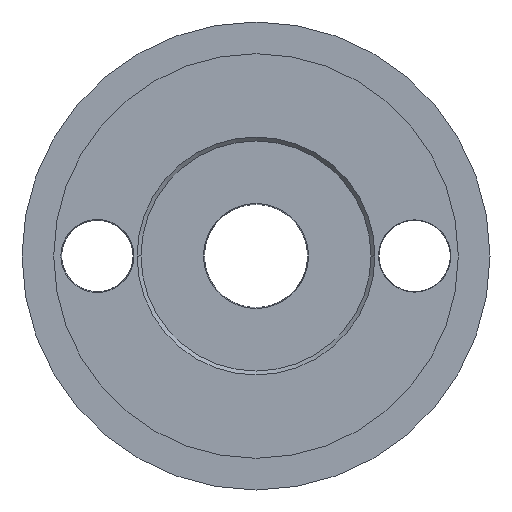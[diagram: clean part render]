
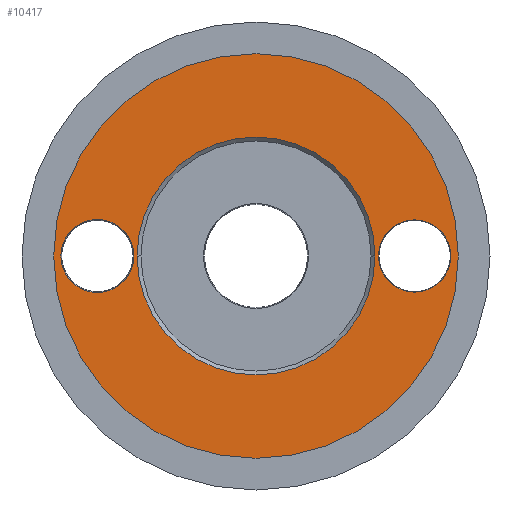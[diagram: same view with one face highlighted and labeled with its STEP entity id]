
A CAD part, front view. The second image highlights one B-rep face of the part: STEP entity #10417.
In plain terms, the highlighted planar face has unit normal (0, -1, 0).
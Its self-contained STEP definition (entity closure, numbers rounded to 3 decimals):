
#501 = EDGE_CURVE ( 'NONE', #4557, #4727, #10456, .T. ) ;
#858 = CARTESIAN_POINT ( 'NONE',  ( 49.501, 0.3, 0. ) ) ;
#859 = DIRECTION ( 'NONE',  ( 0., -1., 0. ) ) ;
#860 = DIRECTION ( 'NONE',  ( 1., 0., 0. ) ) ;
#865 = CARTESIAN_POINT ( 'NONE',  ( 29.5, 0.3, 0. ) ) ;
#866 = DIRECTION ( 'NONE',  ( 0., 1., 0. ) ) ;
#867 = DIRECTION ( 'NONE',  ( 1., 0., 0. ) ) ;
#889 = CARTESIAN_POINT ( 'NONE',  ( 9.5, 0.3, 0. ) ) ;
#890 = DIRECTION ( 'NONE',  ( 0., -1., 0. ) ) ;
#891 = DIRECTION ( 'NONE',  ( 1., 0., 0. ) ) ;
#2716 = VERTEX_POINT ( 'NONE', #3949 ) ;
#3949 = CARTESIAN_POINT ( 'NONE',  ( 54.051, 0.3, 0. ) ) ;
#4002 = CARTESIAN_POINT ( 'NONE',  ( 4., 0.3, 0. ) ) ;
#4032 = CARTESIAN_POINT ( 'NONE',  ( 4.897, 0.3, 0. ) ) ;
#4056 = CARTESIAN_POINT ( 'NONE',  ( 44.951, 0.3, 0. ) ) ;
#4088 = CARTESIAN_POINT ( 'NONE',  ( 14.103, 0.3, 0. ) ) ;
#4095 = CARTESIAN_POINT ( 'NONE',  ( 14.5, 0.3, 0. ) ) ;
#4107 = CARTESIAN_POINT ( 'NONE',  ( 44.5, 0.3, 0. ) ) ;
#4131 = CARTESIAN_POINT ( 'NONE',  ( 55., 0.3, 0. ) ) ;
#4557 = VERTEX_POINT ( 'NONE', #4002 ) ;
#4603 = VERTEX_POINT ( 'NONE', #4032 ) ;
#4631 = VERTEX_POINT ( 'NONE', #4056 ) ;
#4678 = VERTEX_POINT ( 'NONE', #4088 ) ;
#4687 = VERTEX_POINT ( 'NONE', #4095 ) ;
#4700 = VERTEX_POINT ( 'NONE', #4107 ) ;
#4727 = VERTEX_POINT ( 'NONE', #4131 ) ;
#5557 = PLANE ( 'NONE',  #12488 ) ;
#5558 = CARTESIAN_POINT ( 'NONE',  ( 29.5, 0.3, 0. ) ) ;
#5559 = DIRECTION ( 'NONE',  ( 0., -1., 0. ) ) ;
#5560 = DIRECTION ( 'NONE',  ( 1., 0., 0. ) ) ;
#5692 = EDGE_CURVE ( 'NONE', #4678, #4603, #9943, .T. ) ;
#5694 = EDGE_CURVE ( 'NONE', #2716, #4631, #9947, .T. ) ;
#5695 = EDGE_CURVE ( 'NONE', #4700, #4687, #9949, .T. ) ;
#5876 = EDGE_CURVE ( 'NONE', #4631, #2716, #8874, .T. ) ;
#5879 = EDGE_CURVE ( 'NONE', #4687, #4700, #8877, .T. ) ;
#5888 = EDGE_CURVE ( 'NONE', #4603, #4678, #8888, .T. ) ;
#6239 = EDGE_CURVE ( 'NONE', #4727, #4557, #9728, .T. ) ;
#6882 = CARTESIAN_POINT ( 'NONE',  ( 29.5, 0.3, 0. ) ) ;
#6883 = DIRECTION ( 'NONE',  ( 0., -1., 0. ) ) ;
#6884 = DIRECTION ( 'NONE',  ( 1., 0., 0. ) ) ;
#7689 = CARTESIAN_POINT ( 'NONE',  ( 9.5, 0.3, 0. ) ) ;
#7690 = DIRECTION ( 'NONE',  ( 0., -1., 0. ) ) ;
#7691 = DIRECTION ( 'NONE',  ( 1., 0., 0. ) ) ;
#7695 = CARTESIAN_POINT ( 'NONE',  ( 49.501, 0.3, 0. ) ) ;
#7696 = DIRECTION ( 'NONE',  ( 0., -1., 0. ) ) ;
#7697 = DIRECTION ( 'NONE',  ( 1., 0., 0. ) ) ;
#7698 = CARTESIAN_POINT ( 'NONE',  ( 29.5, 0.3, 0. ) ) ;
#7699 = DIRECTION ( 'NONE',  ( 0., 1., 0. ) ) ;
#7700 = DIRECTION ( 'NONE',  ( 1., 0., 0. ) ) ;
#8265 = DIRECTION ( 'NONE',  ( 0., -1., 0. ) ) ;
#8266 = DIRECTION ( 'NONE',  ( 1., 0., 0. ) ) ;
#8285 = CARTESIAN_POINT ( 'NONE',  ( 29.5, 0.3, 0. ) ) ;
#8874 = CIRCLE ( 'NONE', #8876, 4.55 ) ;
#8876 = AXIS2_PLACEMENT_3D ( 'NONE', #858, #859, #860 ) ;
#8877 = CIRCLE ( 'NONE', #8881, 15. ) ;
#8881 = AXIS2_PLACEMENT_3D ( 'NONE', #865, #866, #867 ) ;
#8888 = CIRCLE ( 'NONE', #8896, 4.603 ) ;
#8896 = AXIS2_PLACEMENT_3D ( 'NONE', #889, #890, #891 ) ;
#9728 = CIRCLE ( 'NONE', #9731, 25.5 ) ;
#9731 = AXIS2_PLACEMENT_3D ( 'NONE', #6882, #6883, #6884 ) ;
#9836 = FACE_BOUND ( 'NONE', #10221, .T. ) ;
#9837 = FACE_BOUND ( 'NONE', #10190, .T. ) ;
#9838 = FACE_BOUND ( 'NONE', #10153, .T. ) ;
#9839 = FACE_OUTER_BOUND ( 'NONE', #10213, .T. ) ;
#9943 = CIRCLE ( 'NONE', #9944, 4.603 ) ;
#9944 = AXIS2_PLACEMENT_3D ( 'NONE', #7689, #7690, #7691 ) ;
#9947 = CIRCLE ( 'NONE', #9948, 4.55 ) ;
#9948 = AXIS2_PLACEMENT_3D ( 'NONE', #7695, #7696, #7697 ) ;
#9949 = CIRCLE ( 'NONE', #9950, 15. ) ;
#9950 = AXIS2_PLACEMENT_3D ( 'NONE', #7698, #7699, #7700 ) ;
#10153 = EDGE_LOOP ( 'NONE', ( #12216, #12217 ) ) ;
#10190 = EDGE_LOOP ( 'NONE', ( #12215, #12214 ) ) ;
#10213 = EDGE_LOOP ( 'NONE', ( #12218, #12219 ) ) ;
#10221 = EDGE_LOOP ( 'NONE', ( #12212, #12213 ) ) ;
#10417 = ADVANCED_FACE ( 'NONE', ( #9836, #9837, #9838, #9839 ), #5557, .T. ) ;
#10456 = CIRCLE ( 'NONE', #10531, 25.5 ) ;
#10531 = AXIS2_PLACEMENT_3D ( 'NONE', #8285, #8265, #8266 ) ;
#12212 = ORIENTED_EDGE ( 'NONE', *, *, #5879, .T. ) ;
#12213 = ORIENTED_EDGE ( 'NONE', *, *, #5695, .T. ) ;
#12214 = ORIENTED_EDGE ( 'NONE', *, *, #5876, .F. ) ;
#12215 = ORIENTED_EDGE ( 'NONE', *, *, #5694, .F. ) ;
#12216 = ORIENTED_EDGE ( 'NONE', *, *, #5692, .F. ) ;
#12217 = ORIENTED_EDGE ( 'NONE', *, *, #5888, .F. ) ;
#12218 = ORIENTED_EDGE ( 'NONE', *, *, #501, .T. ) ;
#12219 = ORIENTED_EDGE ( 'NONE', *, *, #6239, .T. ) ;
#12488 = AXIS2_PLACEMENT_3D ( 'NONE', #5558, #5559, #5560 ) ;
